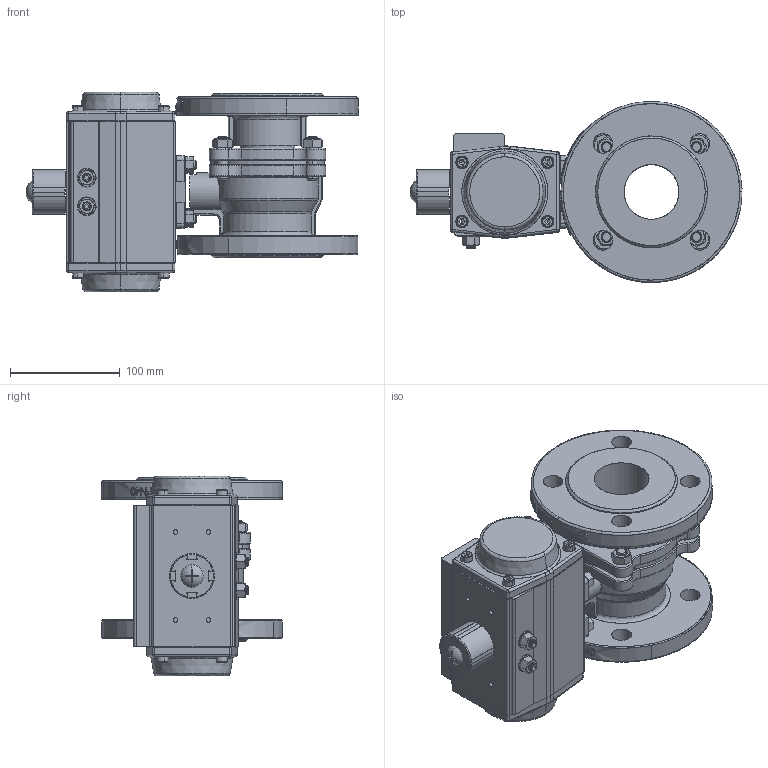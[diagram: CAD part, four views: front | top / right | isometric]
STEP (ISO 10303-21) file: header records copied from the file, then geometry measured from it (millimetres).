
FILE_DESCRIPTION (( 'STEP AP214' ), '1' );
FILE_NAME ('PK05_DN50 (PK05000008).STEP', '2022-04-27T12:59:32', ( '' ), ( '' ), 'SwSTEP 2.0', 'SolidWorks 2021', '' );
FILE_SCHEMA (( 'AUTOMOTIVE_DESIGN' ));
Length unit declared in the file: metre
Products named in the file (1): PK05_DN50 (PK05000008)
Bounding box: 302.65 x 165 x 182 mm (x, y, z)
Surface area: 286561.6 mm2 (no closed solid volume)
Topology: 0 solids, 674 shells, 1022 faces, 4544 edges, 4096 vertices
Faces by surface type: cylinder 316, plane 296, bspline 285, cone 123, sphere 2
Entity records: 103556 total; most frequent: CARTESIAN_POINT 59483, DIRECTION 5836, ORIENTED_EDGE 5219, EDGE_CURVE 4520, VERTEX_POINT 4096, AXIS2_PLACEMENT_3D 2171, B_SPLINE_CURVE_WITH_KNOTS 1593, LINE 1494
